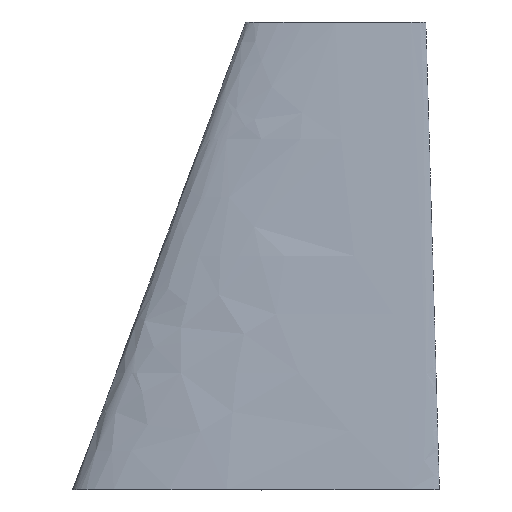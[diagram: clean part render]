
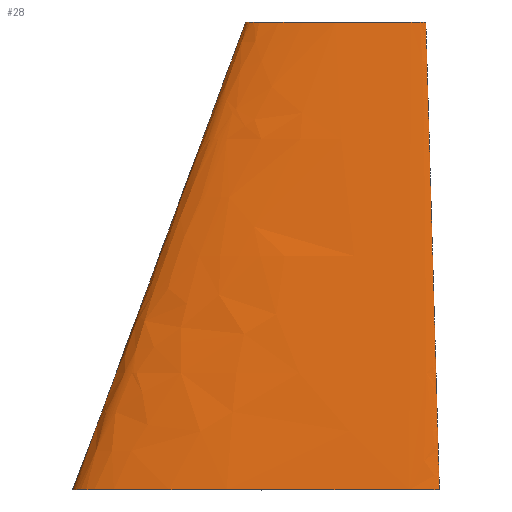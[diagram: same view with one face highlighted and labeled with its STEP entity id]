
A CAD part, top view. The second image highlights one B-rep face of the part: STEP entity #28.
In plain terms, the highlighted free-form (B-spline) face has degree [2, 1] with [16, 2] control points.
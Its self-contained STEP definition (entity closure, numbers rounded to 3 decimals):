
#28 = ADVANCED_FACE('',(#29),#42,.F.);
#29 = FACE_BOUND('',#30,.F.);
#30 = EDGE_LOOP('',(#31,#88,#115,#116));
#31 = ORIENTED_EDGE('',*,*,#32,.F.);
#32 = EDGE_CURVE('',#33,#35,#37,.T.);
#33 = VERTEX_POINT('',#34);
#34 = CARTESIAN_POINT('',(0.,-143.336,0.532));
#35 = VERTEX_POINT('',#36);
#36 = CARTESIAN_POINT('',(609.6,-145.624,0.261));
#37 = SEAM_CURVE('',#38,(#41,#81),.PCURVE_S1.);
#38 = B_SPLINE_CURVE_WITH_KNOTS('',1,(#39,#40),.UNSPECIFIED.,.F.,.F.,(2,
    2),(0.,1.),.PIECEWISE_BEZIER_KNOTS.);
#39 = CARTESIAN_POINT('',(0.,-143.336,0.532));
#40 = CARTESIAN_POINT('',(609.6,-145.624,0.261));
#41 = PCURVE('',#42,#75);
#42 = B_SPLINE_SURFACE_WITH_KNOTS('',2,1,(
    (#43,#44)
    ,(#45,#46)
    ,(#47,#48)
    ,(#49,#50)
    ,(#51,#52)
    ,(#53,#54)
    ,(#55,#56)
    ,(#57,#58)
    ,(#59,#60)
    ,(#61,#62)
    ,(#63,#64)
    ,(#65,#66)
    ,(#67,#68)
    ,(#69,#70)
    ,(#71,#72)
    ,(#73,#74
    )),.UNSPECIFIED.,.T.,.F.,.F.,(1,1,1,1,1,1,1,1,1,1,1,1,1,1,1,1,1,1,1)
  ,(2,2),(-0.143,-0.071,0.,0.071,
    0.143,0.214,0.286,0.357,
    0.429,0.5,0.571,0.643,0.714,
    0.786,0.857,0.929,1.,1.071,
    1.143),(0.,1.),.UNSPECIFIED.);
#43 = CARTESIAN_POINT('',(0.,-192.7,-7.604));
#44 = CARTESIAN_POINT('',(609.6,-169.87,-3.735));
#45 = CARTESIAN_POINT('',(0.,-93.973,8.667));
#46 = CARTESIAN_POINT('',(609.6,-121.378,4.257));
#47 = CARTESIAN_POINT('',(0.,-12.903,21.176));
#48 = CARTESIAN_POINT('',(609.6,-81.559,10.401));
#49 = CARTESIAN_POINT('',(0.,88.923,36.727));
#50 = CARTESIAN_POINT('',(609.6,-31.545,18.039));
#51 = CARTESIAN_POINT('',(0.,175.494,40.879));
#52 = CARTESIAN_POINT('',(609.6,10.977,20.078));
#53 = CARTESIAN_POINT('',(0.,256.359,30.158));
#54 = CARTESIAN_POINT('',(609.6,50.695,14.813));
#55 = CARTESIAN_POINT('',(0.,288.574,15.426));
#56 = CARTESIAN_POINT('',(609.6,66.519,7.577));
#57 = CARTESIAN_POINT('',(0.,298.457,-3.954));
#58 = CARTESIAN_POINT('',(609.6,71.373,-1.942));
#59 = CARTESIAN_POINT('',(0.,278.755,-22.711));
#60 = CARTESIAN_POINT('',(609.6,61.696,-11.155));
#61 = CARTESIAN_POINT('',(0.,234.596,-23.567));
#62 = CARTESIAN_POINT('',(609.6,40.006,-11.576));
#63 = CARTESIAN_POINT('',(0.,143.553,-26.733));
#64 = CARTESIAN_POINT('',(609.6,-4.712,-13.13));
#65 = CARTESIAN_POINT('',(0.,26.177,-28.095));
#66 = CARTESIAN_POINT('',(609.6,-62.364,-13.8));
#67 = CARTESIAN_POINT('',(0.,-115.775,-24.249));
#68 = CARTESIAN_POINT('',(609.6,-132.087,-11.91));
#69 = CARTESIAN_POINT('',(0.,-167.538,-16.282));
#70 = CARTESIAN_POINT('',(609.6,-157.511,-7.997));
#71 = CARTESIAN_POINT('',(0.,-192.7,-7.604));
#72 = CARTESIAN_POINT('',(609.6,-169.87,-3.735));
#73 = CARTESIAN_POINT('',(0.,-93.973,8.667));
#74 = CARTESIAN_POINT('',(609.6,-121.378,4.257));
#75 = DEFINITIONAL_REPRESENTATION('',(#76),#80);
#76 = LINE('',#77,#78);
#77 = CARTESIAN_POINT('',(0.,0.));
#78 = VECTOR('',#79,1.);
#79 = DIRECTION('',(0.,1.));
#80 = ( GEOMETRIC_REPRESENTATION_CONTEXT(2) 
PARAMETRIC_REPRESENTATION_CONTEXT() REPRESENTATION_CONTEXT('2D SPACE',''
  ) );
#81 = PCURVE('',#42,#82);
#82 = DEFINITIONAL_REPRESENTATION('',(#83),#87);
#83 = LINE('',#84,#85);
#84 = CARTESIAN_POINT('',(1.,0.));
#85 = VECTOR('',#86,1.);
#86 = DIRECTION('',(0.,1.));
#87 = ( GEOMETRIC_REPRESENTATION_CONTEXT(2) 
PARAMETRIC_REPRESENTATION_CONTEXT() REPRESENTATION_CONTEXT('2D SPACE',''
  ) );
#88 = ORIENTED_EDGE('',*,*,#89,.T.);
#89 = EDGE_CURVE('',#33,#33,#90,.T.);
#90 = SURFACE_CURVE('',#91,(#108),.PCURVE_S1.);
#91 = B_SPLINE_CURVE_WITH_KNOTS('',2,(#92,#93,#94,#95,#96,#97,#98,#99,
    #100,#101,#102,#103,#104,#105,#106,#107),.UNSPECIFIED.,.T.,.F.,(1,1,
    1,1,1,1,1,1,1,1,1,1,1,1,1,1,1,1,1),(-0.143,
    -0.071,0.,0.071,0.143,
    0.214,0.286,0.357,0.429,0.5,
    0.571,0.643,0.714,0.786,
    0.857,0.929,1.,1.071,1.143),
  .UNSPECIFIED.);
#92 = CARTESIAN_POINT('',(0.,-192.7,-7.604));
#93 = CARTESIAN_POINT('',(0.,-93.973,8.667));
#94 = CARTESIAN_POINT('',(0.,-12.903,21.176));
#95 = CARTESIAN_POINT('',(0.,88.923,36.727));
#96 = CARTESIAN_POINT('',(0.,175.494,40.879));
#97 = CARTESIAN_POINT('',(0.,256.359,30.158));
#98 = CARTESIAN_POINT('',(0.,288.574,15.426));
#99 = CARTESIAN_POINT('',(0.,298.457,-3.954));
#100 = CARTESIAN_POINT('',(0.,278.755,-22.711));
#101 = CARTESIAN_POINT('',(0.,234.596,-23.567));
#102 = CARTESIAN_POINT('',(0.,143.553,-26.733));
#103 = CARTESIAN_POINT('',(0.,26.177,-28.095));
#104 = CARTESIAN_POINT('',(0.,-115.775,-24.249));
#105 = CARTESIAN_POINT('',(0.,-167.538,-16.282));
#106 = CARTESIAN_POINT('',(0.,-192.7,-7.604));
#107 = CARTESIAN_POINT('',(0.,-93.973,8.667));
#108 = PCURVE('',#42,#109);
#109 = DEFINITIONAL_REPRESENTATION('',(#110),#114);
#110 = LINE('',#111,#112);
#111 = CARTESIAN_POINT('',(0.,0.));
#112 = VECTOR('',#113,1.);
#113 = DIRECTION('',(1.,0.));
#114 = ( GEOMETRIC_REPRESENTATION_CONTEXT(2) 
PARAMETRIC_REPRESENTATION_CONTEXT() REPRESENTATION_CONTEXT('2D SPACE',''
  ) );
#115 = ORIENTED_EDGE('',*,*,#32,.T.);
#116 = ORIENTED_EDGE('',*,*,#117,.F.);
#117 = EDGE_CURVE('',#35,#35,#118,.T.);
#118 = SURFACE_CURVE('',#119,(#136),.PCURVE_S1.);
#119 = B_SPLINE_CURVE_WITH_KNOTS('',2,(#120,#121,#122,#123,#124,#125,
    #126,#127,#128,#129,#130,#131,#132,#133,#134,#135),.UNSPECIFIED.,.T.
  ,.F.,(1,1,1,1,1,1,1,1,1,1,1,1,1,1,1,1,1,1,1),(-0.143,
    -0.071,0.,0.071,0.143,
    0.214,0.286,0.357,0.429,0.5,
    0.571,0.643,0.714,0.786,
    0.857,0.929,1.,1.071,1.143),
  .UNSPECIFIED.);
#120 = CARTESIAN_POINT('',(609.6,-169.87,-3.735));
#121 = CARTESIAN_POINT('',(609.6,-121.378,4.257));
#122 = CARTESIAN_POINT('',(609.6,-81.559,10.401));
#123 = CARTESIAN_POINT('',(609.6,-31.545,18.039));
#124 = CARTESIAN_POINT('',(609.6,10.977,20.078));
#125 = CARTESIAN_POINT('',(609.6,50.695,14.813));
#126 = CARTESIAN_POINT('',(609.6,66.519,7.577));
#127 = CARTESIAN_POINT('',(609.6,71.373,-1.942));
#128 = CARTESIAN_POINT('',(609.6,61.696,-11.155));
#129 = CARTESIAN_POINT('',(609.6,40.006,-11.576));
#130 = CARTESIAN_POINT('',(609.6,-4.712,-13.13));
#131 = CARTESIAN_POINT('',(609.6,-62.364,-13.8));
#132 = CARTESIAN_POINT('',(609.6,-132.087,-11.91));
#133 = CARTESIAN_POINT('',(609.6,-157.511,-7.997));
#134 = CARTESIAN_POINT('',(609.6,-169.87,-3.735));
#135 = CARTESIAN_POINT('',(609.6,-121.378,4.257));
#136 = PCURVE('',#42,#137);
#137 = DEFINITIONAL_REPRESENTATION('',(#138),#142);
#138 = LINE('',#139,#140);
#139 = CARTESIAN_POINT('',(0.,1.));
#140 = VECTOR('',#141,1.);
#141 = DIRECTION('',(1.,0.));
#142 = ( GEOMETRIC_REPRESENTATION_CONTEXT(2) 
PARAMETRIC_REPRESENTATION_CONTEXT() REPRESENTATION_CONTEXT('2D SPACE',''
  ) );
